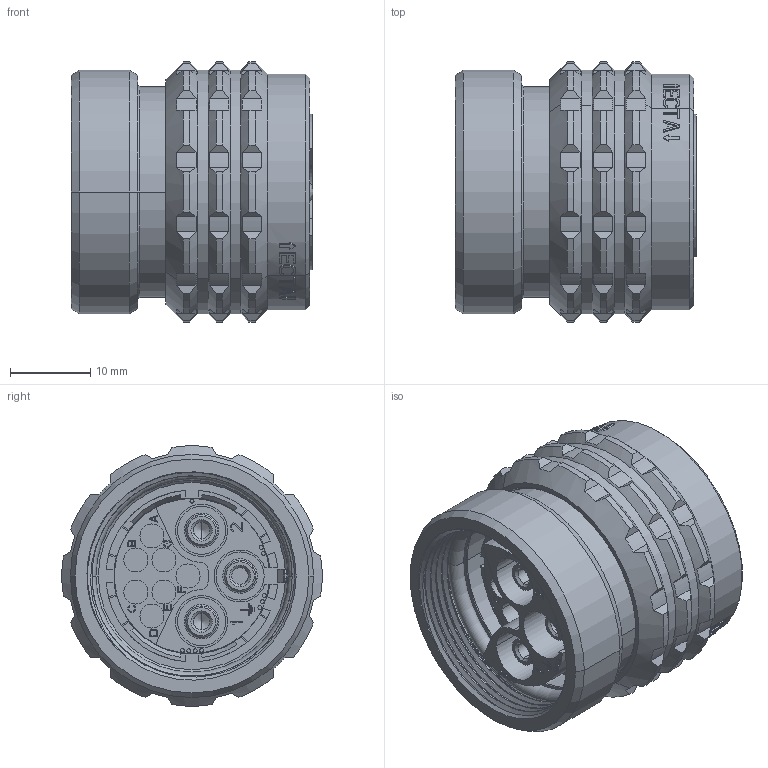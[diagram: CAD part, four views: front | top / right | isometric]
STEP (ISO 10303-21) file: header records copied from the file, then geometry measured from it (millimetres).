
FILE_DESCRIPTION((''),'2;1');
FILE_NAME('1331M410AMS','2024-08-22T15:14:51',('paultorloting'),('NET AG system integration'),'CREO PARAMETRIC BY PTC INC, 2021404','CREO PARAMETRIC BY PTC INC, 2021404','');
FILE_SCHEMA(('AUTOMOTIVE_DESIGN { 1 0 10303 214 1 1 1 1 }'));
Length unit declared in the file: millimetre
Products named in the file (1): 1331M410AMS
Bounding box: 30.2 x 32.46 x 32.46 mm (x, y, z)
Volume: 14077.8 mm3; surface area: 11930.3 mm2
Topology: 1 solids, 1 shells, 1387 faces, 3679 edges, 2417 vertices
Faces by surface type: plane 919, cylinder 306, cone 77, torus 47, bspline 26, sphere 12
Entity records: 61992 total; most frequent: CARTESIAN_POINT 18028, ORIENTED_EDGE 7338, DIRECTION 6879, EDGE_CURVE 3669, VERTEX_POINT 2417, AXIS2_PLACEMENT_3D 2301, VECTOR 2274, LINE 2274
